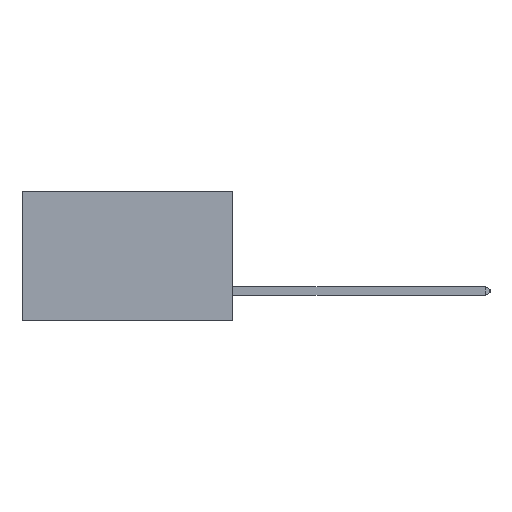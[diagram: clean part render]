
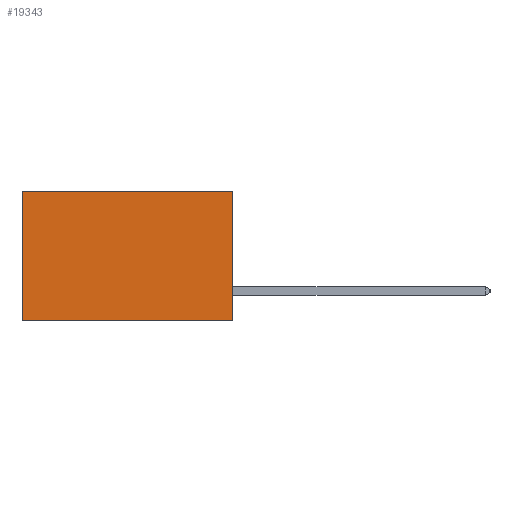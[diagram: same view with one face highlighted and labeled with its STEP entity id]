
A CAD part, left-side view. The second image highlights one B-rep face of the part: STEP entity #19343.
In plain terms, the highlighted planar face has unit normal (-1, 0, 0).
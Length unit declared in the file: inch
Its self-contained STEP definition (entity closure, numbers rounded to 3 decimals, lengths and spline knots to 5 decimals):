
#599 = DIRECTION ( 'NONE',  ( 0., 1., 0. ) ) ;
#873 = DIRECTION ( 'NONE',  ( 0., 1., 0. ) ) ;
#1538 = CARTESIAN_POINT ( 'NONE',  ( 0.2875, 0., -0.37 ) ) ;
#1714 = CARTESIAN_POINT ( 'NONE',  ( 0.2875, 0., 0. ) ) ;
#2103 = VECTOR ( 'NONE', #3635, 39.37008 ) ;
#2505 = ORIENTED_EDGE ( 'NONE', *, *, #5198, .T. ) ;
#2566 = VERTEX_POINT ( 'NONE', #22205 ) ;
#3635 = DIRECTION ( 'NONE',  ( 0., 0., -1. ) ) ;
#3834 = EDGE_CURVE ( 'NONE', #2566, #11052, #10775, .T. ) ;
#3959 = LINE ( 'NONE', #4054, #18908 ) ;
#4054 = CARTESIAN_POINT ( 'NONE',  ( 0.2875, 0.6, 0. ) ) ;
#5198 = EDGE_CURVE ( 'NONE', #7956, #22341, #18572, .T. ) ;
#5409 = ORIENTED_EDGE ( 'NONE', *, *, #3834, .F. ) ;
#6778 = VECTOR ( 'NONE', #599, 39.37008 ) ;
#7956 = VERTEX_POINT ( 'NONE', #23883 ) ;
#8003 = DIRECTION ( 'NONE',  ( 0., 0., -1. ) ) ;
#8278 = EDGE_CURVE ( 'NONE', #7956, #2566, #17650, .T. ) ;
#8721 = CARTESIAN_POINT ( 'NONE',  ( 0.2875, 0., 0. ) ) ;
#9297 = DIRECTION ( 'NONE',  ( 0., 0., -1. ) ) ;
#10648 = FACE_OUTER_BOUND ( 'NONE', #18055, .T. ) ;
#10775 = LINE ( 'NONE', #1538, #6778 ) ;
#11052 = VERTEX_POINT ( 'NONE', #14256 ) ;
#13045 = ORIENTED_EDGE ( 'NONE', *, *, #17888, .T. ) ;
#13104 = CARTESIAN_POINT ( 'NONE',  ( 0.2875, 0., 0. ) ) ;
#14033 = VECTOR ( 'NONE', #873, 39.37008 ) ;
#14256 = CARTESIAN_POINT ( 'NONE',  ( 0.2875, 0.6, -0.37 ) ) ;
#15640 = AXIS2_PLACEMENT_3D ( 'NONE', #13104, #20928, #9297 ) ;
#17650 = LINE ( 'NONE', #1714, #2103 ) ;
#17888 = EDGE_CURVE ( 'NONE', #22341, #11052, #3959, .T. ) ;
#18055 = EDGE_LOOP ( 'NONE', ( #13045, #5409, #20715, #2505 ) ) ;
#18572 = LINE ( 'NONE', #8721, #14033 ) ;
#18840 = CARTESIAN_POINT ( 'NONE',  ( 0.2875, 0.6, 0. ) ) ;
#18908 = VECTOR ( 'NONE', #8003, 39.37008 ) ;
#18969 = PLANE ( 'NONE',  #15640 ) ;
#19343 = ADVANCED_FACE ( 'NONE', ( #10648 ), #18969, .F. ) ;
#20715 = ORIENTED_EDGE ( 'NONE', *, *, #8278, .F. ) ;
#20928 = DIRECTION ( 'NONE',  ( 1., 0., 0. ) ) ;
#22205 = CARTESIAN_POINT ( 'NONE',  ( 0.2875, 0., -0.37 ) ) ;
#22341 = VERTEX_POINT ( 'NONE', #18840 ) ;
#23883 = CARTESIAN_POINT ( 'NONE',  ( 0.2875, 0., 0. ) ) ;
